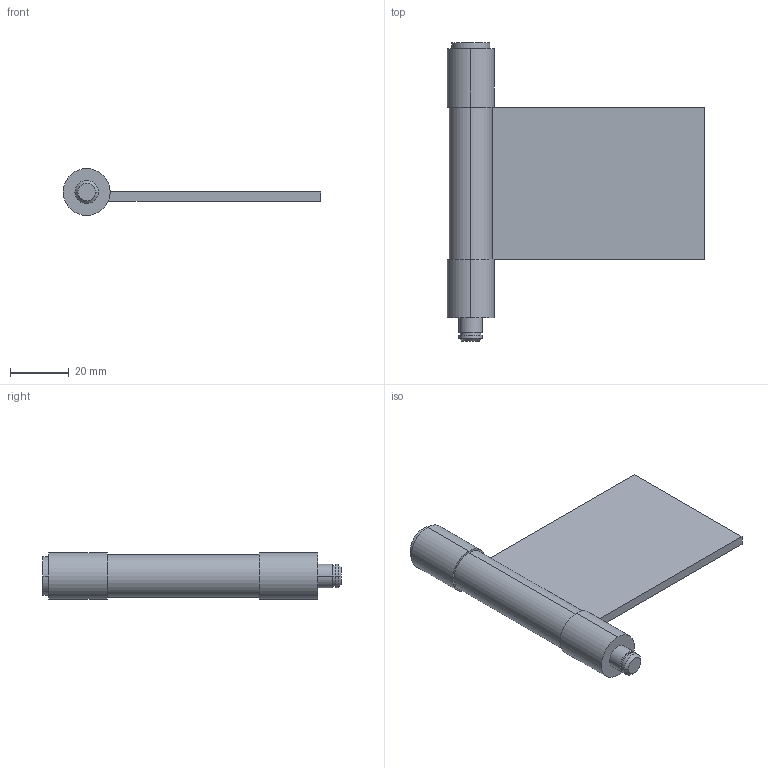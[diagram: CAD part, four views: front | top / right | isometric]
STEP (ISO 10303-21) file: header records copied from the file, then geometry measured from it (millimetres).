
FILE_DESCRIPTION (( 'STEP AP203' ), '1' );
FILE_NAME ('B-528-B-3.STEP', '2023-12-12T05:39:31', ( '' ), ( '' ), 'SwSTEP 2.0', 'SolidWorks 2021', '' );
FILE_SCHEMA (( 'CONFIG_CONTROL_DESIGN' ));
Length unit declared in the file: millimetre
Products named in the file (4): B-528-B-3ヒンジB; B-528-B-3ヒンジA; B-528-B-3シャフト; B-528-B-3
Assembly tree (4 placements, depth 2):
  B-528-B-3
    B-528-B-3シャフト
    B-528-B-3ヒンジB
    B-528-B-3ヒンジA  x2
Bounding box: 88 x 102 x 16 mm (x, y, z)
Volume: 29530.9 mm3; surface area: 18470.7 mm2
Topology: 4 solids, 4 shells, 37 faces, 76 edges, 50 vertices
Faces by surface type: cylinder 21, plane 14, cone 2
Entity records: 1292 total; most frequent: DIRECTION 176, CARTESIAN_POINT 144, ORIENTED_EDGE 128, AXIS2_PLACEMENT_3D 74, EDGE_CURVE 64, VERTEX_POINT 42, EDGE_LOOP 38, PERSON_AND_ORGANIZATION 36
